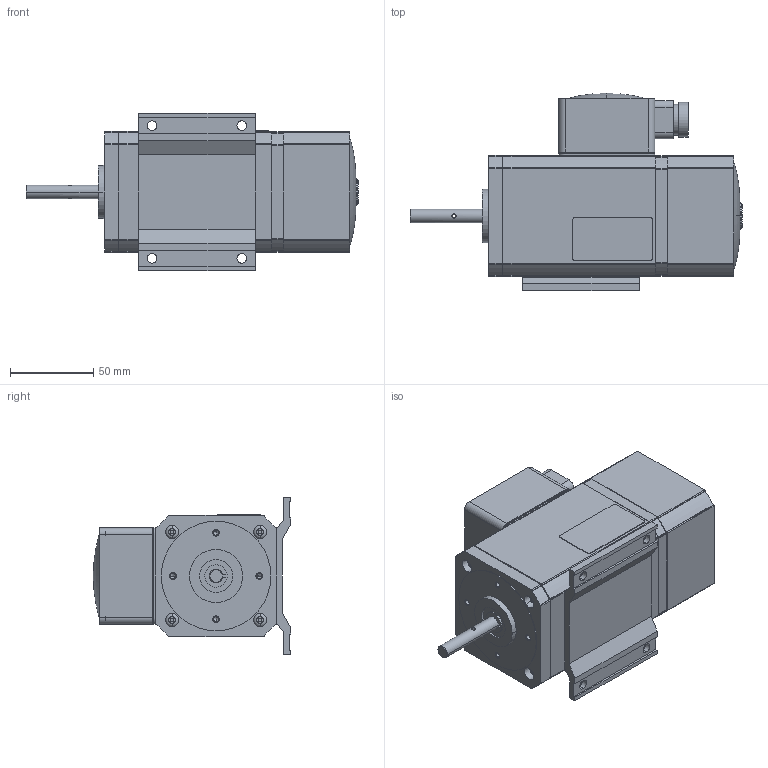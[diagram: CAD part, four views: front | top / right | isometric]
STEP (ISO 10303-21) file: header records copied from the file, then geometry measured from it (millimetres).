
FILE_DESCRIPTION(('STEP AP214'),'1');
FILE_NAME('tmp0.STP','2015-04-08T10:00:40',(' '),(' '),'Spatial InterOp 3D',' ',' ');
FILE_SCHEMA(('automotive_design'));
Length unit declared in the file: millimetre
Products named in the file (2): 1
Bounding box: 200 x 119 x 95 mm (x, y, z)
Volume: 935902.7 mm3; surface area: 80541 mm2
Topology: 2 solids, 2 shells, 412 faces, 1077 edges, 705 vertices
Faces by surface type: plane 202, cylinder 166, torus 24, cone 20
Entity records: 16114 total; most frequent: DIRECTION 2303, CARTESIAN_POINT 2256, ORIENTED_EDGE 2134, EDGE_CURVE 1067, AXIS2_PLACEMENT_3D 828, VERTEX_POINT 705, LINE 647, VECTOR 647
